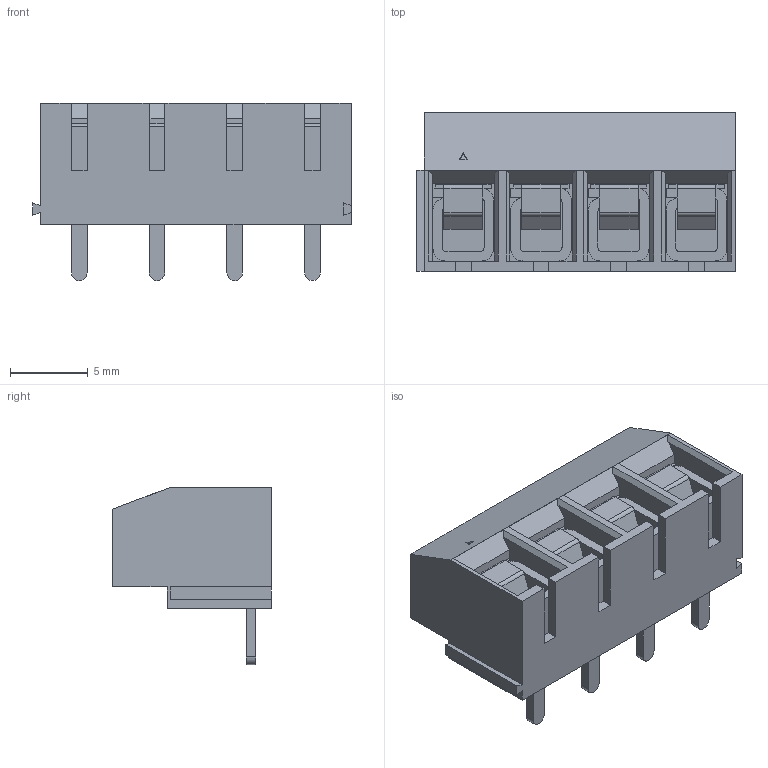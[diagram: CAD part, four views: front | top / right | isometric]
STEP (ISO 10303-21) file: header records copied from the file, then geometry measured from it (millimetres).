
FILE_DESCRIPTION (( 'STEP AP214' ), '1' );
FILE_NAME ('DG126R-5.0-04P-12-00AH.STEP', '2021-01-19T16:07:10', ( '' ), ( '' ), 'SwSTEP 2.0', 'SolidWorks 2020', '' );
FILE_SCHEMA (( 'AUTOMOTIVE_DESIGN' ));
Length unit declared in the file: millimetre
Products named in the file (1): DG126R-5.0-04P-12-00AH
Bounding box: 20.5 x 10.2 x 11.4 mm (x, y, z)
Volume: 1127.1 mm3; surface area: 2035.4 mm2
Topology: 1 solids, 1 shells, 673 faces, 1838 edges, 1200 vertices
Faces by surface type: plane 409, bspline 132, cylinder 96, torus 28, cone 8
Entity records: 34339 total; most frequent: CARTESIAN_POINT 11812, ORIENTED_EDGE 3676, DIRECTION 2846, EDGE_CURVE 1838, LINE 1258, VECTOR 1258, VERTEX_POINT 1200, AXIS2_PLACEMENT_3D 794
